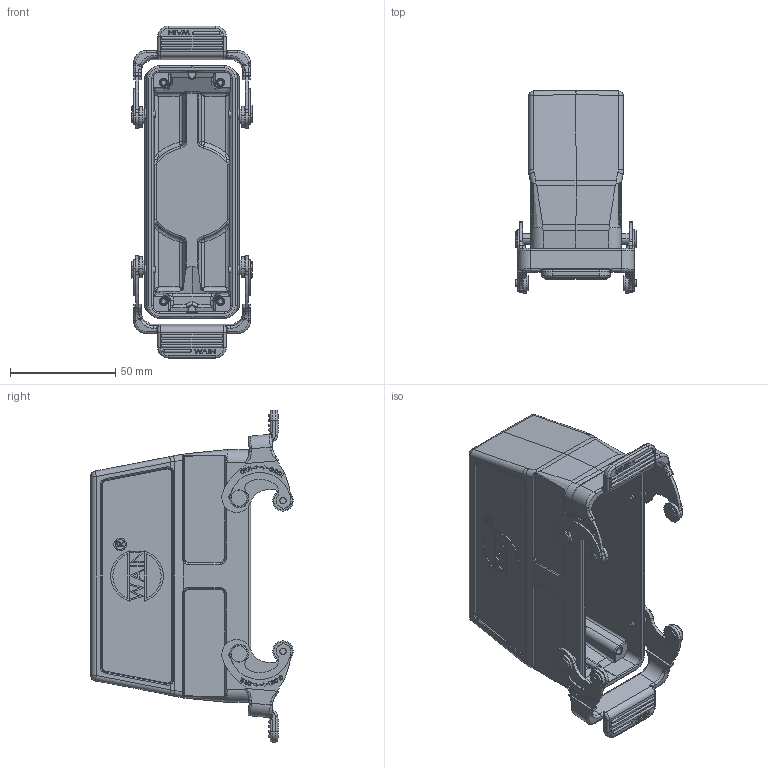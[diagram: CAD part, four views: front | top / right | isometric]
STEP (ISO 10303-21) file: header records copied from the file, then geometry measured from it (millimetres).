
FILE_DESCRIPTION((''),'2;1');
FILE_NAME('3D_1110244415004_H24B-TEH-2L_SC','2019-12-06T',('zl.chen'),(''),'PRO/ENGINEER BY PARAMETRIC TECHNOLOGY CORPORATION, 2013430','PRO/ENGINEER BY PARAMETRIC TECHNOLOGY CORPORATION, 2013430','');
FILE_SCHEMA(('CONFIG_CONTROL_DESIGN','SHAPE_APPEARANCE_LAYERS_GROUPS'));
Products named in the file (1): 3D_1110244415004_H24B-TEH-2L_SC
Bounding box: 57.5 x 96.3 x 157.8 mm (x, y, z)
Volume: 102652.2 mm3; surface area: 65303.5 mm2
Topology: 1 solids, 1 shells, 1853 faces, 4870 edges, 3166 vertices
Faces by surface type: plane 818, cylinder 442, bspline 210, extrusion 164, torus 117, cone 62, sphere 40
Entity records: 70469 total; most frequent: CARTESIAN_POINT 26065, ORIENTED_EDGE 9680, DIRECTION 8328, EDGE_CURVE 4840, VERTEX_POINT 3166, AXIS2_PLACEMENT_3D 2842, VECTOR 2644, LINE 2480
